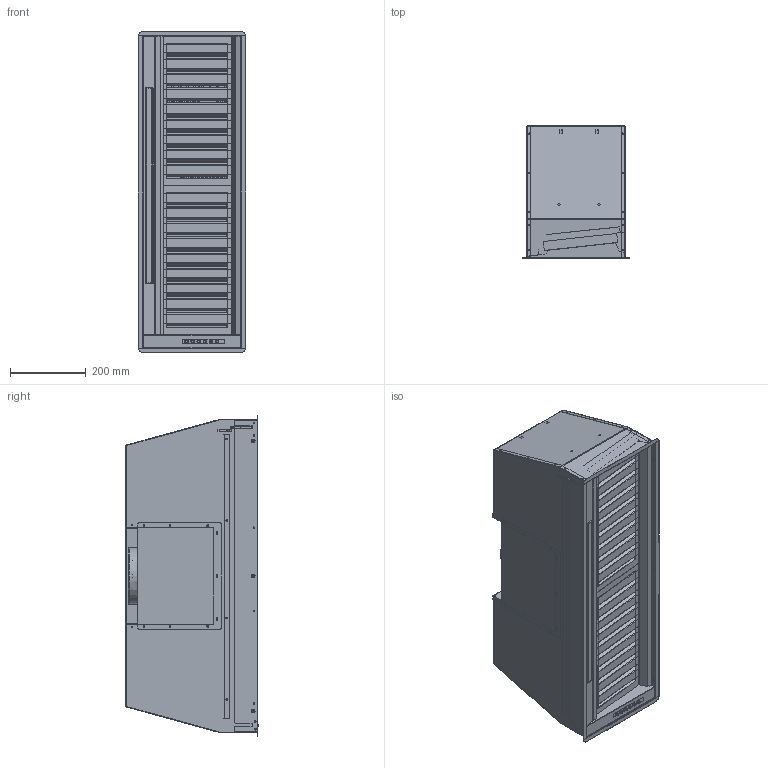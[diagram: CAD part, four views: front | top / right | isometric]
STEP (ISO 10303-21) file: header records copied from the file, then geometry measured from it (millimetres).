
FILE_DESCRIPTION (( 'STEP AP203' ), '1' );
FILE_NAME ('SL906-L_850 1 MOTORE 2015.STEP', '2016-01-28T13:57:06', ( 'battaglia' ), ( '' ), 'SwSTEP 2.0', 'SolidWorks 2015', '' );
FILE_SCHEMA (( 'CONFIG_CONTROL_DESIGN' ));
Length unit declared in the file: millimetre
Products named in the file (1): SL906-L_850 1 MOTORE 2015
Bounding box: 283.2 x 350.9 x 850 mm (x, y, z)
Surface area: 3044878.5 mm2 (no closed solid volume)
Topology: 0 solids, 85 shells, 983 faces, 5197 edges, 4218 vertices
Faces by surface type: cylinder 506, plane 418, cone 38, torus 12, bspline 9
Entity records: 56659 total; most frequent: CARTESIAN_POINT 15529, DIRECTION 8531, ORIENTED_EDGE 6994, EDGE_CURVE 5189, VERTEX_POINT 4218, AXIS2_PLACEMENT_3D 2962, VECTOR 2607, LINE 2607
